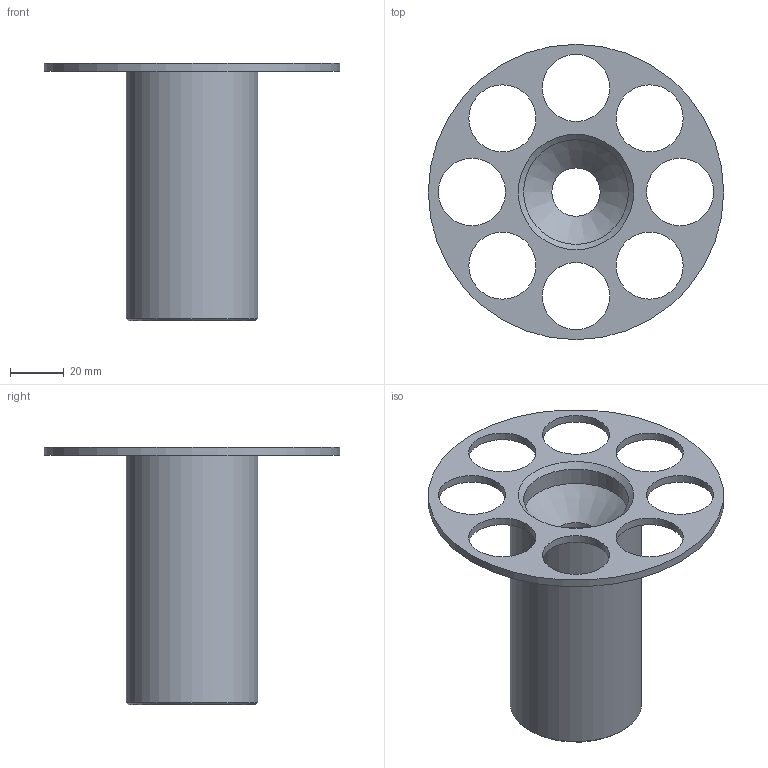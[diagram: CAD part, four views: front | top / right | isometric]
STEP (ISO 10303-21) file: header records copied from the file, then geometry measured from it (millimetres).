
FILE_DESCRIPTION(/* description */ (''),/* implementation_level */ '2;1');
FILE_NAME(/* name */ 'filament roll bearings 22mm.stp',/* time_stamp */ '2021-07-12T21:20:24+02:00',/* author */ ('luk'),/* organization */ (''),/* preprocessor_version */ 'ST-DEVELOPER v18',/* originating_system */ 'Autodesk Inventor 2020',/* authorisation */ '');
FILE_SCHEMA (('AUTOMOTIVE_DESIGN { 1 0 10303 214 3 1 1 }'));
Length unit declared in the file: millimetre
Products named in the file (1): tuleja filamentu3
Bounding box: 110 x 110 x 96 mm (x, y, z)
Volume: 145105.7 mm3; surface area: 34445 mm2
Topology: 1 solids, 1 shells, 20 faces, 55 edges, 39 vertices
Faces by surface type: cylinder 13, plane 4, cone 3
Full cylindrical faces by diameter (mm): 18 x1, 22.2 x1, 25 x8, 39 x1, 49 x1, 110 x1
Entity records: 751 total; most frequent: DIRECTION 136, CARTESIAN_POINT 115, ORIENTED_EDGE 110, AXIS2_PLACEMENT_3D 60, EDGE_CURVE 55, EDGE_LOOP 40, CIRCLE 39, VERTEX_POINT 39
